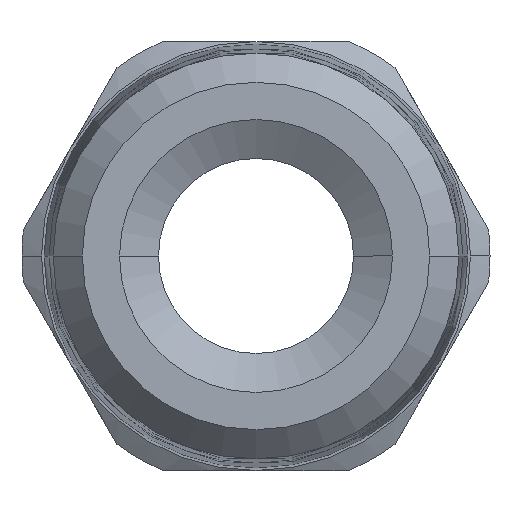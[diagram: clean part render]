
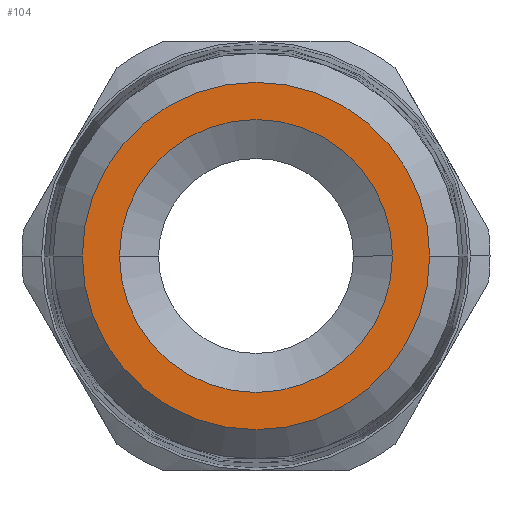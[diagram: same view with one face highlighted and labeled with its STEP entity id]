
A CAD part, left-side view. The second image highlights one B-rep face of the part: STEP entity #104.
In plain terms, the highlighted planar face has unit normal (-1, 0, 0).
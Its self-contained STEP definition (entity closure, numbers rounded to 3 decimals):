
#104=ADVANCED_FACE('',(#251,#252),#253,.T.);
#251=FACE_BOUND('',#429,.T.);
#252=FACE_OUTER_BOUND('',#430,.T.);
#253=PLANE('',#431);
#429=EDGE_LOOP('',(#912,#913));
#430=EDGE_LOOP('',(#914,#915));
#431=AXIS2_PLACEMENT_3D('',#916,#917,#918);
#912=ORIENTED_EDGE('',*,*,#1335,.T.);
#913=ORIENTED_EDGE('',*,*,#1238,.T.);
#914=ORIENTED_EDGE('',*,*,#1223,.F.);
#915=ORIENTED_EDGE('',*,*,#1344,.F.);
#916=CARTESIAN_POINT('',(-48.3,-4.454,0.0));
#917=DIRECTION('',(-1.0,0.,-0.0));
#918=DIRECTION('',(0.,1.0,0.0));
#1223=EDGE_CURVE('',#1479,#1482,#1483,.T.);
#1238=EDGE_CURVE('',#1505,#1507,#1509,.T.);
#1335=EDGE_CURVE('',#1507,#1505,#1670,.T.);
#1344=EDGE_CURVE('',#1482,#1479,#1681,.T.);
#1479=VERTEX_POINT('',#1881);
#1482=VERTEX_POINT('',#1885);
#1483=CIRCLE('',#1886,8.907);
#1505=VERTEX_POINT('',#1915);
#1507=VERTEX_POINT('',#1918);
#1509=CIRCLE('',#1921,7.0);
#1670=CIRCLE('',#2374,7.0);
#1681=CIRCLE('',#2385,8.907);
#1881=CARTESIAN_POINT('',(-48.3,-8.907,0.0));
#1885=CARTESIAN_POINT('',(-48.3,8.907,0.));
#1886=AXIS2_PLACEMENT_3D('',#2721,#2722,#2723);
#1915=CARTESIAN_POINT('',(-48.3,7.0,0.));
#1918=CARTESIAN_POINT('',(-48.3,-7.0,0.));
#1921=AXIS2_PLACEMENT_3D('',#2748,#2749,#2750);
#2374=AXIS2_PLACEMENT_3D('',#2891,#2892,#2893);
#2385=AXIS2_PLACEMENT_3D('',#2918,#2919,#2920);
#2721=CARTESIAN_POINT('',(-48.3,0.0,0.0));
#2722=DIRECTION('',(1.0,0.,0.0));
#2723=DIRECTION('',(0.,-1.0,0.0));
#2748=CARTESIAN_POINT('',(-48.3,0.0,0.0));
#2749=DIRECTION('',(1.0,0.,0.0));
#2750=DIRECTION('',(0.,1.0,0.0));
#2891=CARTESIAN_POINT('',(-48.3,0.0,0.0));
#2892=DIRECTION('',(1.0,0.,0.0));
#2893=DIRECTION('',(0.,1.0,0.0));
#2918=CARTESIAN_POINT('',(-48.3,0.0,0.0));
#2919=DIRECTION('',(1.0,0.,0.0));
#2920=DIRECTION('',(0.,-1.0,0.0));
